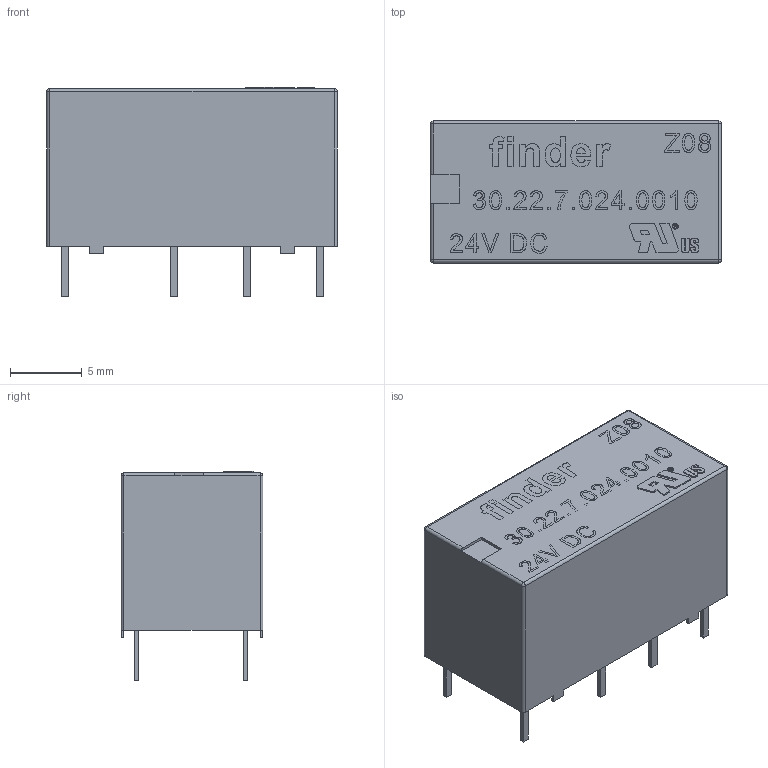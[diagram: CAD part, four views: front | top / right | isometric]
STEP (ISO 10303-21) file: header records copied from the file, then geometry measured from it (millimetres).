
FILE_DESCRIPTION(('FreeCAD Model'),'2;1');
FILE_NAME('Open CASCADE Shape Model','2022-01-21T18:32:36',('Author'),( ''),'Open CASCADE STEP processor 7.5','FreeCAD','Unknown');
FILE_SCHEMA(('AUTOMOTIVE_DESIGN { 1 0 10303 214 1 1 1 1 }'));
Length unit declared in the file: millimetre
Products named in the file (1): Fillet
Bounding box: 20.3 x 9.9 x 14.6 mm (x, y, z)
Volume: 2214.2 mm3; surface area: 1127.3 mm2
Topology: 1 solids, 32 shells, 235 faces, 1046 edges, 856 vertices
Faces by surface type: plane 163, extrusion 57, cylinder 11, sphere 4
Full cylindrical faces by diameter (mm): 0.328 x1, 0.403 x1
Entity records: 12609 total; most frequent: CARTESIAN_POINT 3343, ORIENTED_EDGE 1586, EDGE_CURVE 1042, DIRECTION 1008, VERTEX_POINT 856, VECTOR 606, LINE 549, B_SPLINE_CURVE_WITH_KNOTS 528
